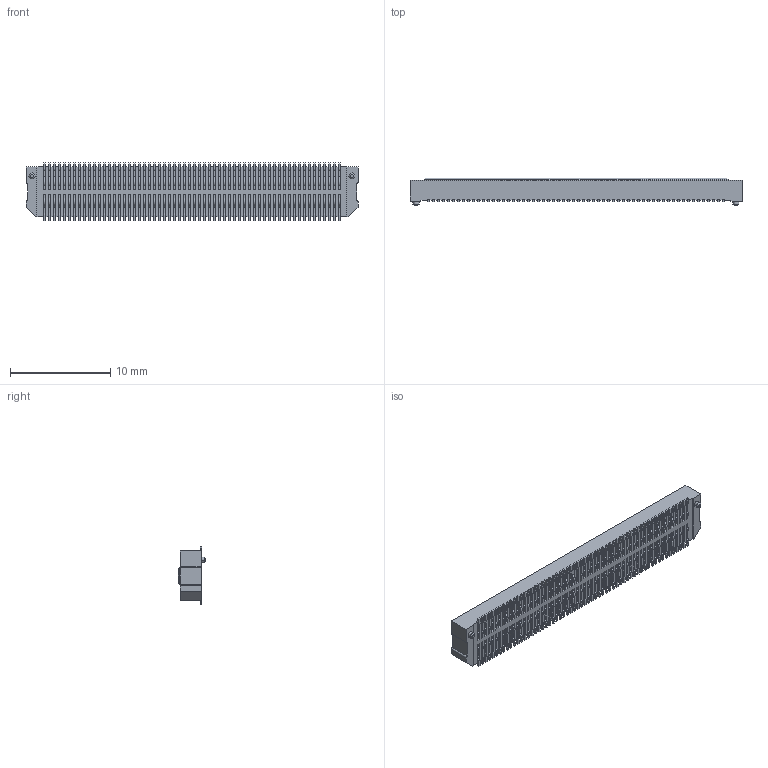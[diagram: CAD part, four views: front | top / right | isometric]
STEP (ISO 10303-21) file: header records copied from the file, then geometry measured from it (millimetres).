
FILE_DESCRIPTION((''),'2;1');
FILE_NAME('FBB05017-F_ASM','2026-01-27T17:04:11',('gongchengVV'),(''),'CREO PARAMETRIC BY PTC INC, 2020033','CREO PARAMETRIC BY PTC INC, 2020033','');
FILE_SCHEMA(('CONFIG_CONTROL_DESIGN'));
Products named in the file (1): FBB05017-F_ASM
Bounding box: 33.2 x 2.75 x 5.8 mm (x, y, z)
Volume: 258.8 mm3; surface area: 1206.4 mm2
Topology: 1 solids, 1 shells, 4971 faces, 14464 edges, 9438 vertices
Faces by surface type: plane 3879, cylinder 848, extrusion 240, cone 4
Entity records: 167644 total; most frequent: CARTESIAN_POINT 34993, ORIENTED_EDGE 28928, DIRECTION 25386, EDGE_CURVE 14464, VECTOR 12524, LINE 12284, VERTEX_POINT 9438, AXIS2_PLACEMENT_3D 6431
